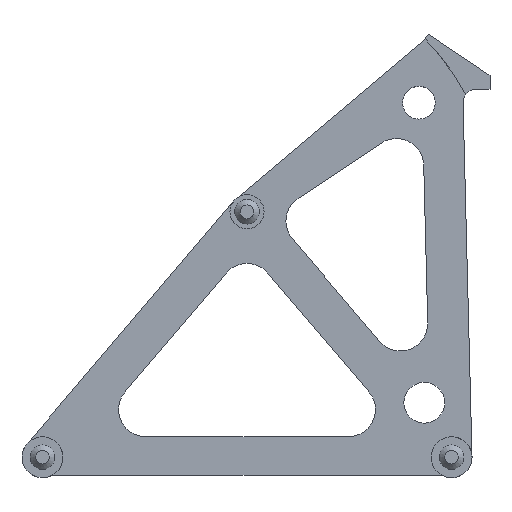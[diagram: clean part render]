
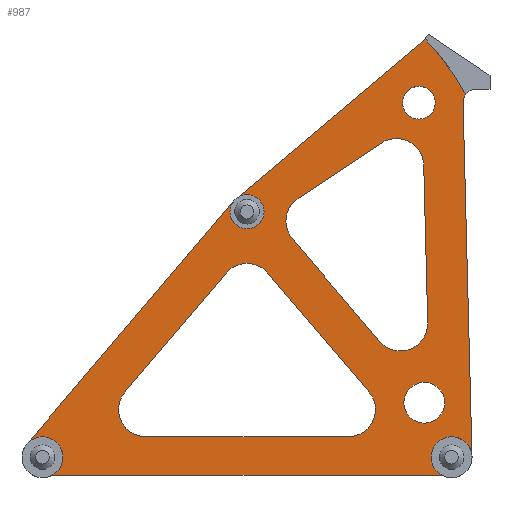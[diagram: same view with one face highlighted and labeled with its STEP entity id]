
A CAD part, top view. The second image highlights one B-rep face of the part: STEP entity #987.
In plain terms, the highlighted planar face has unit normal (0, 0, 1).
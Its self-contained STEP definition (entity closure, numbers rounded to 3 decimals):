
#17=FACE_BOUND('',#202,.T.);
#18=FACE_BOUND('',#203,.T.);
#19=FACE_BOUND('',#204,.T.);
#20=FACE_BOUND('',#205,.T.);
#59=CIRCLE('',#1033,4.);
#60=CIRCLE('',#1037,6.);
#62=CIRCLE('',#1040,7.5);
#82=CIRCLE('',#1079,4.);
#85=CIRCLE('',#1085,91.);
#87=CIRCLE('',#1089,6.25);
#88=CIRCLE('',#1090,6.25);
#89=CIRCLE('',#1091,7.5);
#90=CIRCLE('',#1092,7.5);
#91=CIRCLE('',#1093,7.5);
#92=CIRCLE('',#1094,5.);
#93=CIRCLE('',#1095,10.);
#94=CIRCLE('',#1096,10.);
#95=CIRCLE('',#1097,10.);
#96=CIRCLE('',#1098,10.);
#97=CIRCLE('',#1099,10.);
#98=CIRCLE('',#1100,10.);
#142=FACE_OUTER_BOUND('',#201,.T.);
#201=EDGE_LOOP('',(#755,#756,#757,#758,#759,#760,#761,#762,#763,#764,#765,
#766,#767,#768,#769,#770));
#202=EDGE_LOOP('',(#771));
#203=EDGE_LOOP('',(#772));
#204=EDGE_LOOP('',(#773,#774,#775,#776,#777,#778));
#205=EDGE_LOOP('',(#779,#780,#781,#782,#783,#784));
#251=LINE('',#1481,#337);
#253=LINE('',#1486,#339);
#274=LINE('',#1579,#360);
#279=LINE('',#1598,#365);
#280=LINE('',#1604,#366);
#281=LINE('',#1608,#367);
#282=LINE('',#1614,#368);
#283=LINE('',#1618,#369);
#284=LINE('',#1622,#370);
#285=LINE('',#1626,#371);
#286=LINE('',#1630,#372);
#287=LINE('',#1634,#373);
#288=LINE('',#1638,#374);
#337=VECTOR('',#1166,10.);
#339=VECTOR('',#1170,10.);
#360=VECTOR('',#1281,10.);
#365=VECTOR('',#1302,10.);
#366=VECTOR('',#1307,10.);
#367=VECTOR('',#1310,10.);
#368=VECTOR('',#1315,10.);
#369=VECTOR('',#1318,10.);
#370=VECTOR('',#1321,10.);
#371=VECTOR('',#1324,10.);
#372=VECTOR('',#1327,10.);
#373=VECTOR('',#1330,10.);
#374=VECTOR('',#1333,10.);
#421=VERTEX_POINT('',#1473);
#422=VERTEX_POINT('',#1475);
#423=VERTEX_POINT('',#1479);
#424=VERTEX_POINT('',#1483);
#425=VERTEX_POINT('',#1485);
#426=VERTEX_POINT('',#1489);
#428=VERTEX_POINT('',#1495);
#448=VERTEX_POINT('',#1567);
#456=VERTEX_POINT('',#1590);
#458=VERTEX_POINT('',#1597);
#459=VERTEX_POINT('',#1599);
#460=VERTEX_POINT('',#1601);
#461=VERTEX_POINT('',#1603);
#462=VERTEX_POINT('',#1605);
#463=VERTEX_POINT('',#1607);
#464=VERTEX_POINT('',#1609);
#465=VERTEX_POINT('',#1611);
#466=VERTEX_POINT('',#1613);
#467=VERTEX_POINT('',#1616);
#468=VERTEX_POINT('',#1617);
#469=VERTEX_POINT('',#1619);
#470=VERTEX_POINT('',#1621);
#471=VERTEX_POINT('',#1623);
#472=VERTEX_POINT('',#1625);
#473=VERTEX_POINT('',#1628);
#474=VERTEX_POINT('',#1629);
#475=VERTEX_POINT('',#1631);
#476=VERTEX_POINT('',#1633);
#477=VERTEX_POINT('',#1635);
#478=VERTEX_POINT('',#1637);
#514=EDGE_CURVE('',#421,#422,#59,.F.);
#517=EDGE_CURVE('',#423,#421,#251,.T.);
#519=EDGE_CURVE('',#424,#425,#253,.T.);
#521=EDGE_CURVE('',#426,#426,#60,.T.);
#524=EDGE_CURVE('',#428,#428,#62,.T.);
#558=EDGE_CURVE('',#448,#424,#82,.F.);
#563=EDGE_CURVE('',#425,#423,#274,.T.);
#570=EDGE_CURVE('',#448,#456,#85,.T.);
#572=EDGE_CURVE('',#456,#458,#279,.T.);
#573=EDGE_CURVE('',#458,#459,#87,.T.);
#574=EDGE_CURVE('',#459,#460,#88,.T.);
#575=EDGE_CURVE('',#460,#461,#280,.T.);
#576=EDGE_CURVE('',#461,#462,#89,.T.);
#577=EDGE_CURVE('',#462,#463,#281,.T.);
#578=EDGE_CURVE('',#463,#464,#90,.T.);
#579=EDGE_CURVE('',#464,#465,#91,.T.);
#580=EDGE_CURVE('',#465,#466,#282,.T.);
#581=EDGE_CURVE('',#422,#466,#92,.T.);
#582=EDGE_CURVE('',#467,#468,#283,.T.);
#583=EDGE_CURVE('',#469,#468,#93,.T.);
#584=EDGE_CURVE('',#469,#470,#284,.T.);
#585=EDGE_CURVE('',#471,#470,#94,.T.);
#586=EDGE_CURVE('',#471,#472,#285,.T.);
#587=EDGE_CURVE('',#467,#472,#95,.T.);
#588=EDGE_CURVE('',#473,#474,#286,.T.);
#589=EDGE_CURVE('',#475,#474,#96,.T.);
#590=EDGE_CURVE('',#475,#476,#287,.T.);
#591=EDGE_CURVE('',#477,#476,#97,.T.);
#592=EDGE_CURVE('',#477,#478,#288,.T.);
#593=EDGE_CURVE('',#473,#478,#98,.T.);
#755=ORIENTED_EDGE('',*,*,#514,.F.);
#756=ORIENTED_EDGE('',*,*,#517,.F.);
#757=ORIENTED_EDGE('',*,*,#563,.F.);
#758=ORIENTED_EDGE('',*,*,#519,.F.);
#759=ORIENTED_EDGE('',*,*,#558,.F.);
#760=ORIENTED_EDGE('',*,*,#570,.T.);
#761=ORIENTED_EDGE('',*,*,#572,.T.);
#762=ORIENTED_EDGE('',*,*,#573,.T.);
#763=ORIENTED_EDGE('',*,*,#574,.T.);
#764=ORIENTED_EDGE('',*,*,#575,.T.);
#765=ORIENTED_EDGE('',*,*,#576,.T.);
#766=ORIENTED_EDGE('',*,*,#577,.T.);
#767=ORIENTED_EDGE('',*,*,#578,.T.);
#768=ORIENTED_EDGE('',*,*,#579,.T.);
#769=ORIENTED_EDGE('',*,*,#580,.T.);
#770=ORIENTED_EDGE('',*,*,#581,.F.);
#771=ORIENTED_EDGE('',*,*,#521,.T.);
#772=ORIENTED_EDGE('',*,*,#524,.T.);
#773=ORIENTED_EDGE('',*,*,#582,.T.);
#774=ORIENTED_EDGE('',*,*,#583,.F.);
#775=ORIENTED_EDGE('',*,*,#584,.T.);
#776=ORIENTED_EDGE('',*,*,#585,.F.);
#777=ORIENTED_EDGE('',*,*,#586,.T.);
#778=ORIENTED_EDGE('',*,*,#587,.F.);
#779=ORIENTED_EDGE('',*,*,#588,.T.);
#780=ORIENTED_EDGE('',*,*,#589,.F.);
#781=ORIENTED_EDGE('',*,*,#590,.T.);
#782=ORIENTED_EDGE('',*,*,#591,.F.);
#783=ORIENTED_EDGE('',*,*,#592,.T.);
#784=ORIENTED_EDGE('',*,*,#593,.F.);
#940=PLANE('',#1088);
#987=ADVANCED_FACE('',(#142,#17,#18,#19,#20),#940,.T.);
#1033=AXIS2_PLACEMENT_3D('',#1476,#1160,#1161);
#1037=AXIS2_PLACEMENT_3D('',#1490,#1174,#1175);
#1040=AXIS2_PLACEMENT_3D('',#1496,#1181,#1182);
#1079=AXIS2_PLACEMENT_3D('',#1569,#1273,#1274);
#1085=AXIS2_PLACEMENT_3D('',#1592,#1294,#1295);
#1088=AXIS2_PLACEMENT_3D('',#1596,#1300,#1301);
#1089=AXIS2_PLACEMENT_3D('',#1600,#1303,#1304);
#1090=AXIS2_PLACEMENT_3D('',#1602,#1305,#1306);
#1091=AXIS2_PLACEMENT_3D('',#1606,#1308,#1309);
#1092=AXIS2_PLACEMENT_3D('',#1610,#1311,#1312);
#1093=AXIS2_PLACEMENT_3D('',#1612,#1313,#1314);
#1094=AXIS2_PLACEMENT_3D('',#1615,#1316,#1317);
#1095=AXIS2_PLACEMENT_3D('',#1620,#1319,#1320);
#1096=AXIS2_PLACEMENT_3D('',#1624,#1322,#1323);
#1097=AXIS2_PLACEMENT_3D('',#1627,#1325,#1326);
#1098=AXIS2_PLACEMENT_3D('',#1632,#1328,#1329);
#1099=AXIS2_PLACEMENT_3D('',#1636,#1331,#1332);
#1100=AXIS2_PLACEMENT_3D('',#1639,#1334,#1335);
#1160=DIRECTION('center_axis',(0.,0.,-1.));
#1161=DIRECTION('ref_axis',(-1.,-0.004,0.));
#1166=DIRECTION('',(-1.,0.,0.));
#1170=DIRECTION('',(1.,0.,0.));
#1174=DIRECTION('center_axis',(0.,0.,-1.));
#1175=DIRECTION('ref_axis',(1.,0.,0.));
#1181=DIRECTION('center_axis',(0.,0.,-1.));
#1182=DIRECTION('ref_axis',(1.,0.,0.));
#1273=DIRECTION('center_axis',(0.,0.,-1.));
#1274=DIRECTION('ref_axis',(-0.475,-0.88,0.));
#1281=DIRECTION('',(0.,-1.,0.));
#1294=DIRECTION('center_axis',(0.,0.,1.));
#1295=DIRECTION('ref_axis',(0.881,0.472,0.));
#1300=DIRECTION('center_axis',(0.,0.,1.));
#1301=DIRECTION('ref_axis',(1.,0.,0.));
#1302=DIRECTION('',(-0.764,-0.646,0.));
#1303=DIRECTION('center_axis',(0.,0.,-1.));
#1304=DIRECTION('ref_axis',(1.,0.,0.));
#1305=DIRECTION('center_axis',(0.,0.,-1.));
#1306=DIRECTION('ref_axis',(1.,0.,0.));
#1307=DIRECTION('',(-0.648,-0.761,0.));
#1308=DIRECTION('center_axis',(0.,0.,-1.));
#1309=DIRECTION('ref_axis',(1.,0.,0.));
#1310=DIRECTION('',(1.,0.,0.));
#1311=DIRECTION('center_axis',(0.,0.,-1.));
#1312=DIRECTION('ref_axis',(1.,0.,0.));
#1313=DIRECTION('center_axis',(0.,0.,-1.));
#1314=DIRECTION('ref_axis',(1.,0.,0.));
#1315=DIRECTION('',(-0.025,1.,0.));
#1316=DIRECTION('center_axis',(0.,0.,1.));
#1317=DIRECTION('ref_axis',(-1.,-0.025,0.));
#1318=DIRECTION('',(-1.,0.,0.));
#1319=DIRECTION('center_axis',(0.,0.,1.));
#1320=DIRECTION('ref_axis',(-0.908,-0.419,0.));
#1321=DIRECTION('',(0.648,0.761,0.));
#1322=DIRECTION('center_axis',(0.,0.,1.));
#1323=DIRECTION('ref_axis',(0.,1.,0.));
#1324=DIRECTION('',(0.648,-0.761,0.));
#1325=DIRECTION('center_axis',(0.,0.,1.));
#1326=DIRECTION('ref_axis',(0.908,-0.419,0.));
#1327=DIRECTION('',(0.025,-1.,0.));
#1328=DIRECTION('center_axis',(0.,0.,1.));
#1329=DIRECTION('ref_axis',(0.357,-0.934,0.));
#1330=DIRECTION('',(-0.648,0.761,0.));
#1331=DIRECTION('center_axis',(0.,0.,1.));
#1332=DIRECTION('ref_axis',(-0.99,0.139,0.));
#1333=DIRECTION('',(0.833,0.553,0.));
#1334=DIRECTION('center_axis',(0.,0.,1.));
#1335=DIRECTION('ref_axis',(0.462,0.887,0.));
#1473=CARTESIAN_POINT('',(84.209,47.,3.));
#1475=CARTESIAN_POINT('',(80.209,42.982,3.));
#1476=CARTESIAN_POINT('Origin',(84.209,43.,3.));
#1479=CARTESIAN_POINT('',(89.095,47.,3.));
#1481=CARTESIAN_POINT('',(89.095,47.,3.));
#1483=CARTESIAN_POINT('',(79.374,48.2,3.));
#1485=CARTESIAN_POINT('',(89.095,48.2,3.));
#1486=CARTESIAN_POINT('',(89.095,48.2,3.));
#1489=CARTESIAN_POINT('',(57.,40.,3.));
#1490=CARTESIAN_POINT('Origin',(63.,40.,3.));
#1495=CARTESIAN_POINT('',(57.5,-70.,3.));
#1496=CARTESIAN_POINT('Origin',(65.,-70.,3.));
#1567=CARTESIAN_POINT('',(76.032,50.002,3.));
#1569=CARTESIAN_POINT('Origin',(79.374,52.2,3.));
#1579=CARTESIAN_POINT('',(89.095,46.3,3.));
#1590=CARTESIAN_POINT('',(65.295,63.385,3.));
#1592=CARTESIAN_POINT('Origin',(0.,0.,
3.));
#1596=CARTESIAN_POINT('Origin',(3.297,-16.204,3.));
#1597=CARTESIAN_POINT('',(-4.035,4.773,3.));
#1598=CARTESIAN_POINT('',(65.295,63.385,3.));
#1599=CARTESIAN_POINT('',(-6.25,0.,3.));
#1600=CARTESIAN_POINT('Origin',(0.,0.,3.));
#1601=CARTESIAN_POINT('',(-4.758,4.052,3.));
#1602=CARTESIAN_POINT('Origin',(0.,0.,3.));
#1603=CARTESIAN_POINT('',(-80.71,-85.137,3.));
#1604=CARTESIAN_POINT('',(-80.71,-85.137,3.));
#1605=CARTESIAN_POINT('',(-71.258,-96.5,3.));
#1606=CARTESIAN_POINT('Origin',(-75.,-90.,3.));
#1607=CARTESIAN_POINT('',(71.258,-96.5,3.));
#1608=CARTESIAN_POINT('',(-71.258,-96.5,3.));
#1609=CARTESIAN_POINT('',(67.5,-90.,3.));
#1610=CARTESIAN_POINT('Origin',(75.,-90.,3.));
#1611=CARTESIAN_POINT('',(82.498,-89.811,3.));
#1612=CARTESIAN_POINT('Origin',(75.,-90.,3.));
#1613=CARTESIAN_POINT('',(79.224,39.874,3.));
#1614=CARTESIAN_POINT('',(79.095,45.,3.));
#1615=CARTESIAN_POINT('Origin',(84.223,40.,3.));
#1616=CARTESIAN_POINT('',(37.112,-82.5,3.));
#1617=CARTESIAN_POINT('',(-37.112,-82.5,3.));
#1618=CARTESIAN_POINT('',(-58.762,-82.5,3.));
#1619=CARTESIAN_POINT('',(-44.725,-66.017,3.));
#1620=CARTESIAN_POINT('Origin',(-37.112,-72.5,3.));
#1621=CARTESIAN_POINT('',(-7.613,-22.436,3.));
#1622=CARTESIAN_POINT('',(-58.762,-82.5,3.));
#1623=CARTESIAN_POINT('',(7.613,-22.436,3.));
#1624=CARTESIAN_POINT('Origin',(0.,-28.92,
3.));
#1625=CARTESIAN_POINT('',(44.725,-66.017,3.));
#1626=CARTESIAN_POINT('',(58.762,-82.5,3.));
#1627=CARTESIAN_POINT('Origin',(37.112,-72.5,3.));
#1628=CARTESIAN_POINT('',(64.794,17.121,3.));
#1629=CARTESIAN_POINT('',(66.254,-40.747,3.));
#1630=CARTESIAN_POINT('',(64.337,35.204,3.));
#1631=CARTESIAN_POINT('',(48.644,-47.483,3.));
#1632=CARTESIAN_POINT('Origin',(56.258,-40.999,3.));
#1633=CARTESIAN_POINT('',(16.634,-9.893,3.));
#1634=CARTESIAN_POINT('',(66.968,-69.,3.));
#1635=CARTESIAN_POINT('',(18.717,4.922,3.));
#1636=CARTESIAN_POINT('Origin',(24.247,-3.409,3.));
#1637=CARTESIAN_POINT('',(49.267,25.201,3.));
#1638=CARTESIAN_POINT('',(64.337,35.204,3.));
#1639=CARTESIAN_POINT('Origin',(54.797,16.869,3.));
